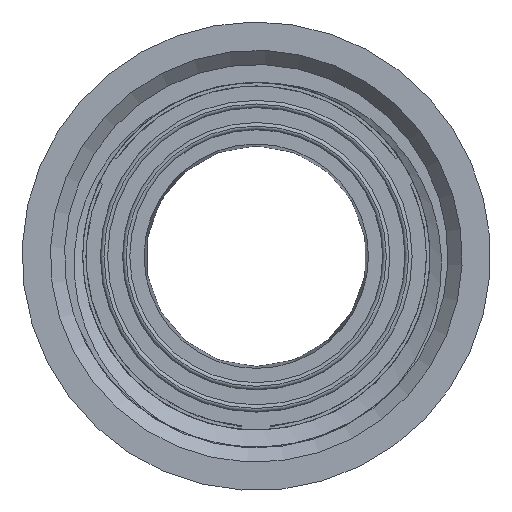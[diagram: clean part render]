
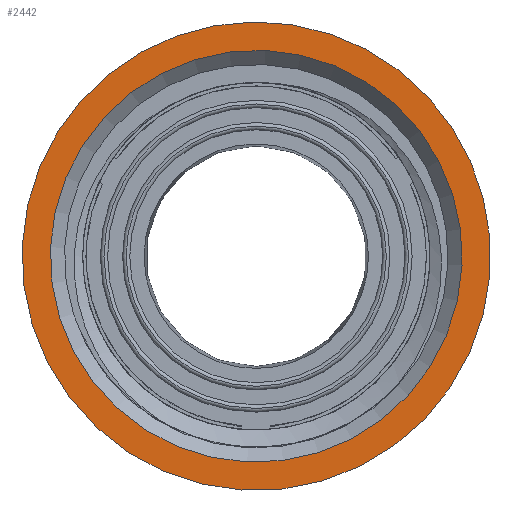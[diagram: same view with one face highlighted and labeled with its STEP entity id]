
A CAD part, front view. The second image highlights one B-rep face of the part: STEP entity #2442.
In plain terms, the highlighted planar face has unit normal (0, -1, 0).
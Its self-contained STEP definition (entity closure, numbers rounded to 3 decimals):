
#2045=PLANE('',#10021);
#2442=ADVANCED_FACE('',(#4285,#4286),#2045,.F.);
#2919=CIRCLE('',#9999,14.509);
#2921=CIRCLE('',#10003,16.5);
#4285=FACE_BOUND('',#4601,.T.);
#4286=FACE_BOUND('',#4602,.T.);
#4601=EDGE_LOOP('',(#6054));
#4602=EDGE_LOOP('',(#6055));
#6054=ORIENTED_EDGE('',*,*,#8668,.T.);
#6055=ORIENTED_EDGE('',*,*,#8670,.F.);
#7717=VERTEX_POINT('',#15637);
#7719=VERTEX_POINT('',#15643);
#8668=EDGE_CURVE('',#7717,#7717,#2919,.T.);
#8670=EDGE_CURVE('',#7719,#7719,#2921,.T.);
#9999=AXIS2_PLACEMENT_3D('',#15636,#11134,#11135);
#10003=AXIS2_PLACEMENT_3D('',#15642,#11142,#11143);
#10021=AXIS2_PLACEMENT_3D('',#15757,#11178,#11179);
#11134=DIRECTION('',(0.,1.,0.));
#11135=DIRECTION('',(-0.924,0.,0.383));
#11142=DIRECTION('',(0.,1.,0.));
#11143=DIRECTION('',(-0.924,0.,0.383));
#11178=DIRECTION('',(0.,1.,0.));
#11179=DIRECTION('',(0.924,0.,-0.383));
#15636=CARTESIAN_POINT('',(-26.98,-32.492,0.67));
#15637=CARTESIAN_POINT('',(-40.384,-32.492,6.222));
#15642=CARTESIAN_POINT('',(-26.98,-32.492,0.67));
#15643=CARTESIAN_POINT('',(-42.224,-32.492,6.984));
#15757=CARTESIAN_POINT('',(-26.98,-32.492,0.67));
